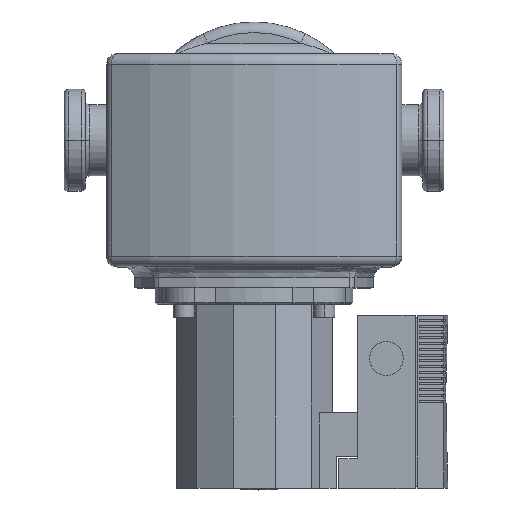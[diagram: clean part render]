
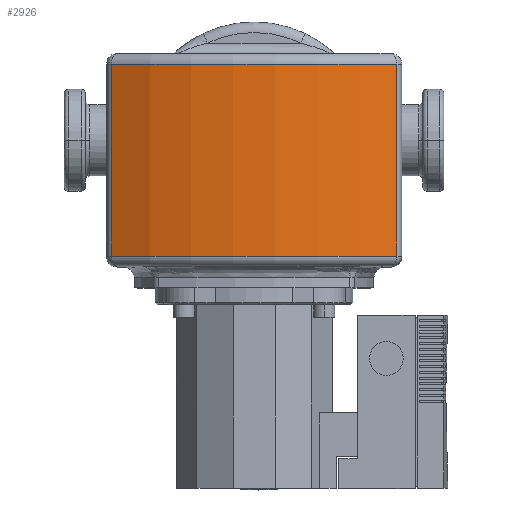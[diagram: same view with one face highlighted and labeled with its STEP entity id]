
A CAD part, top view. The second image highlights one B-rep face of the part: STEP entity #2926.
In plain terms, the highlighted cylindrical face has radius 132.5 mm (diameter 265 mm), a partial arc.
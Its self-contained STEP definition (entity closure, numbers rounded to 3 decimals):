
#1851=CARTESIAN_POINT('',(157.549,36.,61.489));
#1852=VERTEX_POINT('',#1851);
#1886=CARTESIAN_POINT('',(22.451,36.,61.489));
#1887=VERTEX_POINT('',#1886);
#1911=CARTESIAN_POINT('',(90.,36.,-52.5));
#1912=DIRECTION('',(0.0,1.0,0.0));
#1913=DIRECTION('',(0.0,0.0,1.0));
#1914=AXIS2_PLACEMENT_3D('',#1911,#1912,#1913);
#1915=CIRCLE('',#1914,132.5);
#1916=EDGE_CURVE('',#1887,#1852,#1915,.T.);
#2719=CARTESIAN_POINT('',(157.549,-55.0,61.489));
#2720=VERTEX_POINT('',#2719);
#2783=CARTESIAN_POINT('',(22.451,-55.0,61.489));
#2784=VERTEX_POINT('',#2783);
#2834=CARTESIAN_POINT('',(90.,-55.0,-52.5));
#2835=DIRECTION('',(0.0,-1.0,0.0));
#2836=DIRECTION('',(0.0,0.0,1.0));
#2837=AXIS2_PLACEMENT_3D('',#2834,#2835,#2836);
#2838=CIRCLE('',#2837,132.5);
#2839=EDGE_CURVE('',#2720,#2784,#2838,.T.);
#2905=CARTESIAN_POINT('',(90.,-8.0,-52.5));
#2906=DIRECTION('',(0.0,1.0,0.0));
#2907=DIRECTION('',(-0.528,0.0,0.849));
#2908=AXIS2_PLACEMENT_3D('',#2905,#2906,#2907);
#2909=CYLINDRICAL_SURFACE('',#2908,132.5);
#2910=CARTESIAN_POINT('',(22.451,-55.0,61.489));
#2911=DIRECTION('',(0.0,1.0,0.0));
#2912=VECTOR('',#2911,91.0);
#2913=LINE('',#2910,#2912);
#2914=EDGE_CURVE('',#2784,#1887,#2913,.T.);
#2915=ORIENTED_EDGE('',*,*,#2914,.F.);
#2916=ORIENTED_EDGE('',*,*,#2839,.F.);
#2917=CARTESIAN_POINT('',(157.549,36.,61.489));
#2918=DIRECTION('',(0.0,-1.0,0.0));
#2919=VECTOR('',#2918,91.0);
#2920=LINE('',#2917,#2919);
#2921=EDGE_CURVE('',#1852,#2720,#2920,.T.);
#2922=ORIENTED_EDGE('',*,*,#2921,.F.);
#2923=ORIENTED_EDGE('',*,*,#1916,.F.);
#2924=EDGE_LOOP('',(#2915,#2916,#2922,#2923));
#2925=FACE_OUTER_BOUND('',#2924,.T.);
#2926=ADVANCED_FACE('',(#2925),#2909,.T.);
